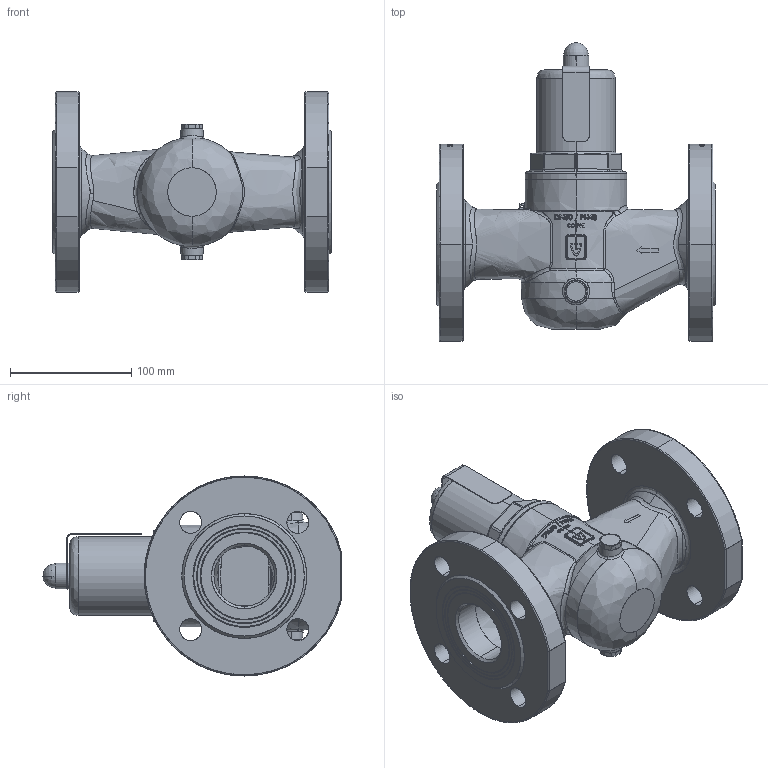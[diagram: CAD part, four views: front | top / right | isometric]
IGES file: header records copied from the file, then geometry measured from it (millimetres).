
Start section: SolidWorks IGES file using analytic representation for surfaces
Global section: file name: 631mGFO-50 Dummy.IGS; native system: SolidWorks 2011; preprocessor: SolidWorks 2011; author: Blankenhorn; date: 120224.100211; units: millimetre
Bounding box: 230 x 246.2 x 165 mm (x, y, z)
Surface area: 280589.5 mm2 (no closed solid volume)
Topology: 0 solids, 0 shells, 1315 faces, 20430 edges, 20423 vertices
Faces by surface type: bspline 898, revolution 417
